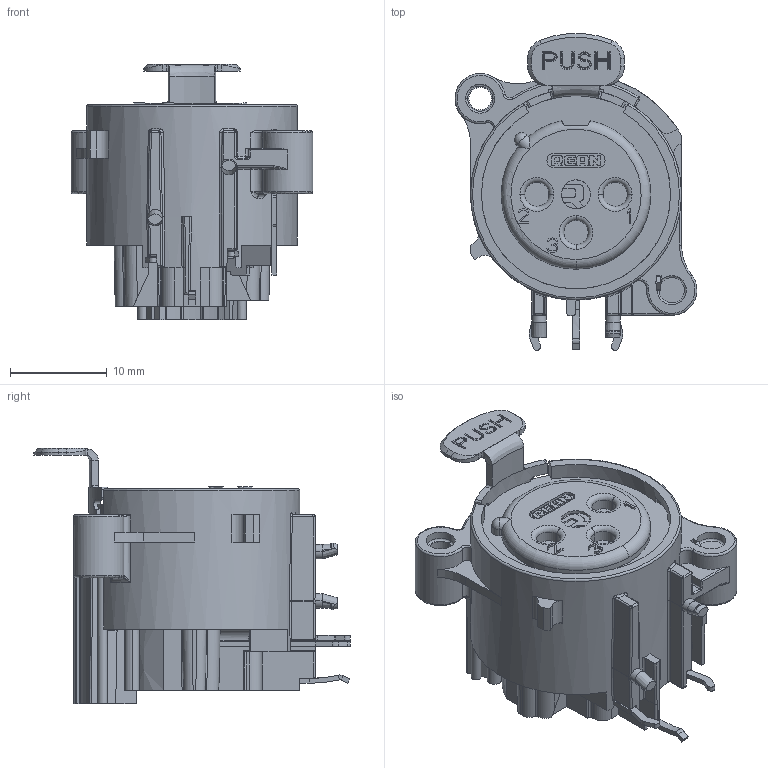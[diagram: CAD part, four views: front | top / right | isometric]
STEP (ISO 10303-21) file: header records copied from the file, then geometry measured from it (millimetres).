
FILE_DESCRIPTION((''),'2;1');
FILE_NAME('30010784_1','2024-04-25T13:36:25',('summer.xia'),(''),'CREO PARAMETRIC BY PTC INC, 2023424','CREO PARAMETRIC BY PTC INC, 2023424','');
FILE_SCHEMA(('CONFIG_CONTROL_DESIGN'));
Length unit declared in the file: millimetre
Products named in the file (1): 30010784_1
Bounding box: 25 x 32.7 x 26.36 mm (x, y, z)
Volume: 7216.9 mm3; surface area: 3862.3 mm2
Topology: 1 solids, 5 shells, 1147 faces, 3212 edges, 2069 vertices
Faces by surface type: plane 721, cylinder 271, torus 45, bspline 40, extrusion 27, cone 26, sphere 17
Entity records: 39409 total; most frequent: CARTESIAN_POINT 10390, ORIENTED_EDGE 6352, DIRECTION 5625, EDGE_CURVE 3176, VECTOR 2137, LINE 2110, VERTEX_POINT 2042, AXIS2_PLACEMENT_3D 1744
